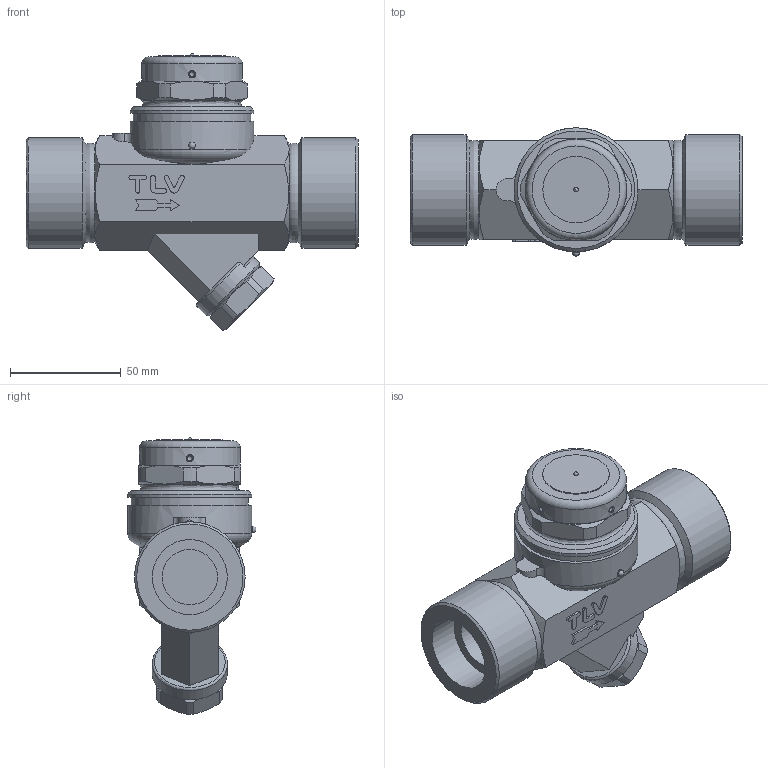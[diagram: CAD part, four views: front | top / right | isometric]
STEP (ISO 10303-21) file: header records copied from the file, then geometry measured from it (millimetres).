
FILE_DESCRIPTION((''),'2;1');
FILE_NAME('p65rn-025-sw000-00.stp','2011-03-10T09:01:48',('nakaot'),(''),'Autodesk Inventor 2008','Autodesk Inventor 2008','');
FILE_SCHEMA(('AUTOMOTIVE_DESIGN { 1 0 10303 214 1 1 1 1 }'));
Length unit declared in the file: millimetre
Products named in the file (1): p65rn-025-sw000-00
Bounding box: 150 x 57.99 x 125.04 mm (x, y, z)
Volume: 344878.8 mm3; surface area: 45574.2 mm2
Topology: 2 solids, 2 shells, 155 faces, 376 edges, 240 vertices
Faces by surface type: plane 72, cylinder 36, cone 20, bspline 16, sphere 6, torus 5
Full cylindrical faces by diameter (mm): 3 x1, 25 x1, 30 x1, 33.9 x1, 34 x1, 45.5 x1, 50 x1, 53 x1, 56 x2
Entity records: 6821 total; most frequent: CARTESIAN_POINT 3484, ORIENTED_EDGE 672, DIRECTION 669, EDGE_CURVE 336, AXIS2_PLACEMENT_3D 261, VERTEX_POINT 230, EDGE_LOOP 202, FACE_OUTER_BOUND 155
